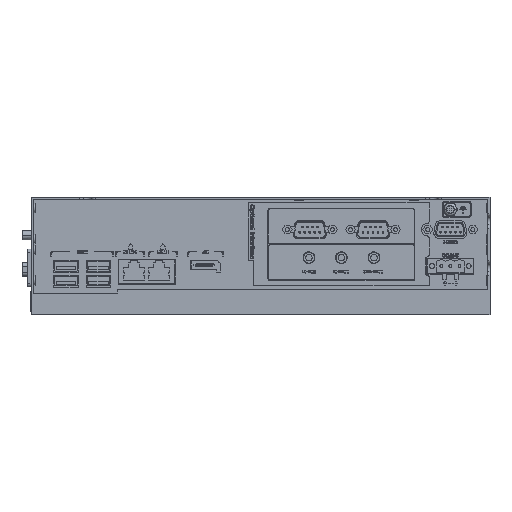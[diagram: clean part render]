
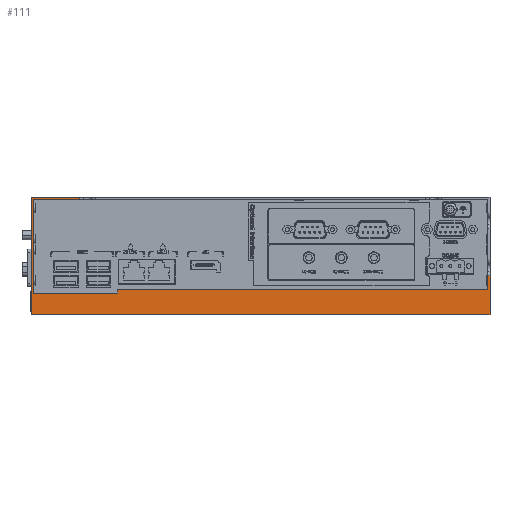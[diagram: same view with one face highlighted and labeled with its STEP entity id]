
A CAD part, front view. The second image highlights one B-rep face of the part: STEP entity #111.
In plain terms, the highlighted planar face has unit normal (0, -1, 0).
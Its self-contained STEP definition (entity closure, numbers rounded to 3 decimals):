
#111=ADVANCED_FACE('Corps principal',(#3741),#3742,.T.);
#3741=FACE_OUTER_BOUND('',#11199,.T.);
#3742=PLANE('',#11200);
#11199=EDGE_LOOP('',(#20787,#20788,#20789,#20790,#20791,#20792,#20793,#20794,#20795,#20796,#20797,#20798));
#11200=AXIS2_PLACEMENT_3D('',#20799,#20800,#20801);
#20787=ORIENTED_EDGE('',*,*,#72410,.F.);
#20788=ORIENTED_EDGE('',*,*,#71761,.T.);
#20789=ORIENTED_EDGE('',*,*,#72320,.T.);
#20790=ORIENTED_EDGE('',*,*,#72411,.F.);
#20791=ORIENTED_EDGE('',*,*,#72412,.F.);
#20792=ORIENTED_EDGE('',*,*,#72413,.F.);
#20793=ORIENTED_EDGE('',*,*,#72414,.F.);
#20794=ORIENTED_EDGE('',*,*,#72415,.T.);
#20795=ORIENTED_EDGE('',*,*,#72416,.F.);
#20796=ORIENTED_EDGE('',*,*,#72417,.F.);
#20797=ORIENTED_EDGE('',*,*,#72418,.F.);
#20798=ORIENTED_EDGE('',*,*,#72419,.T.);
#20799=CARTESIAN_POINT('',(0.0,-100.5,51.2));
#20800=DIRECTION('',(0.0,-1.0,0.0));
#20801=DIRECTION('',(0.0,0.0,-1.0));
#71761=EDGE_CURVE('',#81204,#81202,#81205,.T.);
#72320=EDGE_CURVE('',#81202,#82318,#82320,.T.);
#72410=EDGE_CURVE('',#81204,#82499,#82500,.T.);
#72411=EDGE_CURVE('',#82501,#82318,#82502,.T.);
#72412=EDGE_CURVE('',#82503,#82501,#82504,.T.);
#72413=EDGE_CURVE('',#82505,#82503,#82506,.T.);
#72414=EDGE_CURVE('',#82507,#82505,#82508,.F.);
#72415=EDGE_CURVE('',#82507,#82509,#82510,.T.);
#72416=EDGE_CURVE('',#82511,#82509,#82512,.T.);
#72417=EDGE_CURVE('',#82513,#82511,#82514,.T.);
#72418=EDGE_CURVE('',#82515,#82513,#82516,.T.);
#72419=EDGE_CURVE('',#82515,#82499,#82517,.T.);
#81202=VERTEX_POINT('',#96907);
#81204=VERTEX_POINT('',#96910);
#81205=LINE('',#96911,#96912);
#82318=VERTEX_POINT('',#103733);
#82320=LINE('',#103736,#103737);
#82499=VERTEX_POINT('',#105666);
#82500=LINE('',#105667,#105668);
#82501=VERTEX_POINT('',#105669);
#82502=LINE('',#105670,#105671);
#82503=VERTEX_POINT('',#105672);
#82504=LINE('',#105673,#105674);
#82505=VERTEX_POINT('',#105675);
#82506=LINE('',#105676,#105677);
#82507=VERTEX_POINT('',#105678);
#82508=LINE('',#105679,#105680);
#82509=VERTEX_POINT('',#105681);
#82510=LINE('',#105682,#105683);
#82511=VERTEX_POINT('',#105684);
#82512=LINE('',#105685,#105686);
#82513=VERTEX_POINT('',#105687);
#82514=LINE('',#105688,#105689);
#82515=VERTEX_POINT('',#105690);
#82516=LINE('',#105691,#105692);
#82517=LINE('',#105693,#105694);
#96907=CARTESIAN_POINT('',(-127.0,-100.5,-14.0));
#96910=CARTESIAN_POINT('',(-127.0,-100.5,51.2));
#96911=CARTESIAN_POINT('',(-127.0,-100.5,18.6));
#96912=VECTOR('',#157743,1.0);
#103733=CARTESIAN_POINT('',(127.0,-100.5,-14.0));
#103736=CARTESIAN_POINT('',(0.,-100.5,-14.0));
#103737=VECTOR('',#158002,1.0);
#105666=CARTESIAN_POINT('',(-100.05,-100.5,51.2));
#105667=CARTESIAN_POINT('',(-113.525,-100.5,51.2));
#105668=VECTOR('',#158006,1.0);
#105669=CARTESIAN_POINT('',(127.0,-100.5,7.75));
#105670=CARTESIAN_POINT('',(127.0,-100.5,-3.125));
#105671=VECTOR('',#158007,1.0);
#105672=CARTESIAN_POINT('',(125.8,-100.5,7.75));
#105673=CARTESIAN_POINT('',(126.4,-100.5,7.75));
#105674=VECTOR('',#158008,1.0);
#105675=CARTESIAN_POINT('',(125.8,-100.5,0.));
#105676=CARTESIAN_POINT('',(125.8,-100.5,3.875));
#105677=VECTOR('',#158009,1.0);
#105678=CARTESIAN_POINT('',(-79.0,-100.5,0.));
#105679=CARTESIAN_POINT('',(23.4,-100.5,0.));
#105680=VECTOR('',#158010,1.0);
#105681=CARTESIAN_POINT('',(-79.0,-100.5,-2.0));
#105682=CARTESIAN_POINT('',(-79.0,-100.5,-1.0));
#105683=VECTOR('',#158011,1.0);
#105684=CARTESIAN_POINT('',(-125.8,-100.5,-2.0));
#105685=CARTESIAN_POINT('',(-102.4,-100.5,-2.0));
#105686=VECTOR('',#158012,1.0);
#105687=CARTESIAN_POINT('',(-125.8,-100.5,50.0));
#105688=CARTESIAN_POINT('',(-125.8,-100.5,24.0));
#105689=VECTOR('',#158013,1.0);
#105690=CARTESIAN_POINT('',(-100.05,-100.5,50.0));
#105691=CARTESIAN_POINT('',(-112.925,-100.5,50.0));
#105692=VECTOR('',#158014,1.0);
#105693=CARTESIAN_POINT('',(-100.05,-100.5,50.6));
#105694=VECTOR('',#158015,1.0);
#157743=DIRECTION('',(0.,0.,-1.0));
#158002=DIRECTION('',(1.0,0.0,0.0));
#158006=DIRECTION('',(1.0,0.0,0.0));
#158007=DIRECTION('',(0.0,0.0,-1.0));
#158008=DIRECTION('',(1.0,0.0,0.0));
#158009=DIRECTION('',(0.0,0.0,1.0));
#158010=DIRECTION('',(-1.0,0.0,0.0));
#158011=DIRECTION('',(0.0,0.0,-1.0));
#158012=DIRECTION('',(1.0,0.0,0.0));
#158013=DIRECTION('',(0.0,0.0,-1.0));
#158014=DIRECTION('',(-1.0,0.0,0.0));
#158015=DIRECTION('',(0.0,0.0,1.0));
